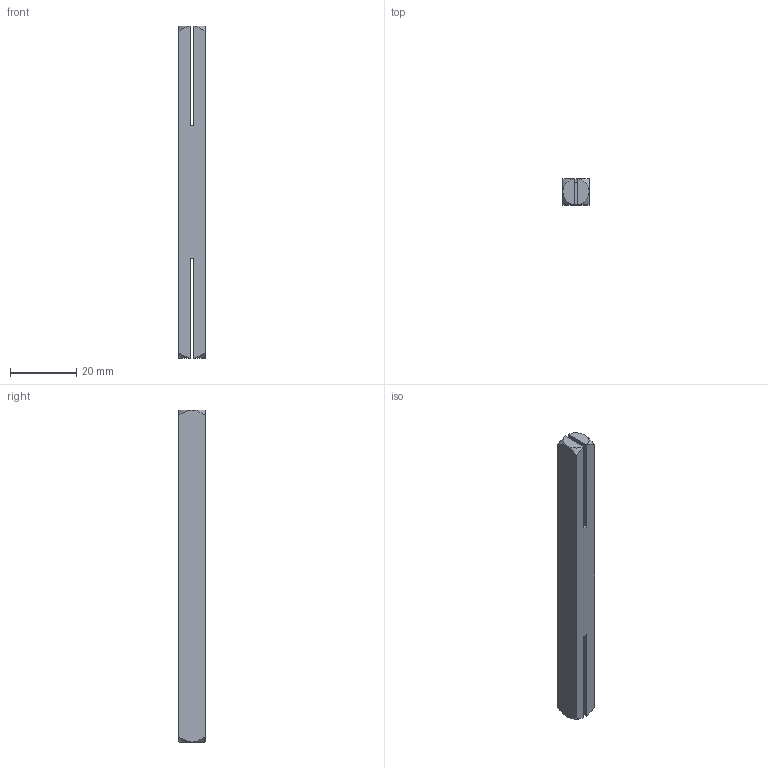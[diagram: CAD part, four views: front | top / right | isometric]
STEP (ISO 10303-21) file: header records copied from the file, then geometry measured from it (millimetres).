
FILE_DESCRIPTION (( 'STEP AP203' ), '1' );
FILE_NAME ('8071.STEP', '2023-01-26T14:02:36', ( '' ), ( '' ), 'SwSTEP 2.0', 'SolidWorks 2018', '' );
FILE_SCHEMA (( 'CONFIG_CONTROL_DESIGN' ));
Length unit declared in the file: millimetre
Products named in the file (1): 8071
Bounding box: 7.9 x 7.9 x 100 mm (x, y, z)
Volume: 5522.1 mm3; surface area: 4023.3 mm2
Topology: 1 solids, 1 shells, 225 faces, 612 edges, 406 vertices
Faces by surface type: plane 121, bspline 94, cone 8, torus 2
Entity records: 11649 total; most frequent: CARTESIAN_POINT 6586, ORIENTED_EDGE 1220, DIRECTION 672, EDGE_CURVE 610, VERTEX_POINT 406, VECTOR 380, LINE 380, EDGE_LOOP 244
